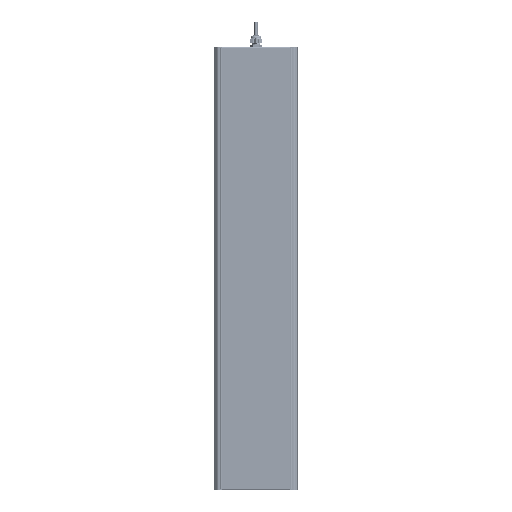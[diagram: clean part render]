
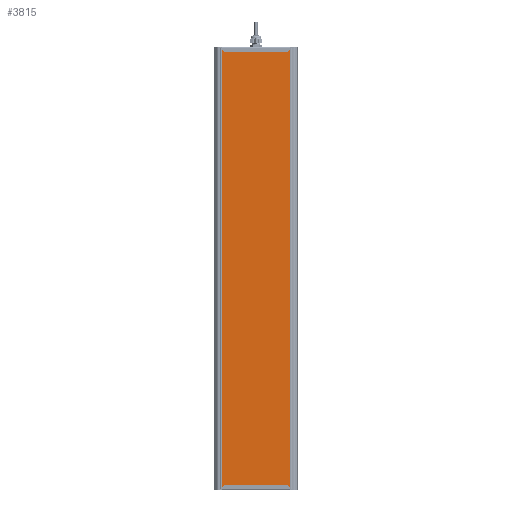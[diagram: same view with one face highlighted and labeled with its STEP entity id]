
A CAD part, front view. The second image highlights one B-rep face of the part: STEP entity #3815.
In plain terms, the highlighted face is planar.
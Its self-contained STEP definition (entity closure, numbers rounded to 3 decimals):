
#3815=ADVANCED_FACE('',(#13876),#13878,.T.);
#13876=FACE_BOUND('',#13877,.T.);
#13877=EDGE_LOOP('',(#42898,#42899,#42900,#42901));
#13878=PLANE('',#13879);
#13879=AXIS2_PLACEMENT_3D('',#13880,#13881,#13882);
#13880=CARTESIAN_POINT('',(2111.497,401.002,-34.582));
#13881=DIRECTION('',(0.,0.,-1.));
#13882=DIRECTION('',(0.,1.,0.));
#42898=ORIENTED_EDGE('',*,*,#49864,.F.);
#42899=ORIENTED_EDGE('',*,*,#49863,.T.);
#42900=ORIENTED_EDGE('',*,*,#49865,.F.);
#42901=ORIENTED_EDGE('',*,*,#49866,.F.);
#49863=EDGE_CURVE('',#55639,#55643,#55645,.T.);
#49864=EDGE_CURVE('',#55639,#55646,#55647,.T.);
#49865=EDGE_CURVE('',#55648,#55643,#55649,.T.);
#49866=EDGE_CURVE('',#55646,#55648,#55650,.T.);
#55639=VERTEX_POINT('',#74701);
#55643=VERTEX_POINT('',#74709);
#55645=LINE('',#74713,#74714);
#55646=VERTEX_POINT('',#74716);
#55647=LINE('',#74717,#74718);
#55648=VERTEX_POINT('',#74720);
#55649=LINE('',#74721,#74722);
#55650=LINE('',#74724,#74725);
#74701=CARTESIAN_POINT('',(2111.497,565.13,-34.582));
#74709=CARTESIAN_POINT('',(3107.497,565.13,-34.582));
#74713=CARTESIAN_POINT('',(2111.497,565.13,-34.582));
#74714=VECTOR('',#74715,1.);
#74715=DIRECTION('',(1.,0.,0.));
#74716=CARTESIAN_POINT('',(2111.497,401.002,-34.582));
#74717=CARTESIAN_POINT('',(2111.497,565.13,-34.582));
#74718=VECTOR('',#74719,1.);
#74719=DIRECTION('',(0.,-1.,0.));
#74720=CARTESIAN_POINT('',(3107.497,401.002,-34.582));
#74721=CARTESIAN_POINT('',(3107.497,401.002,-34.582));
#74722=VECTOR('',#74723,1.);
#74723=DIRECTION('',(0.,1.,0.));
#74724=CARTESIAN_POINT('',(2111.497,401.002,-34.582));
#74725=VECTOR('',#74726,1.);
#74726=DIRECTION('',(1.,0.,0.));
